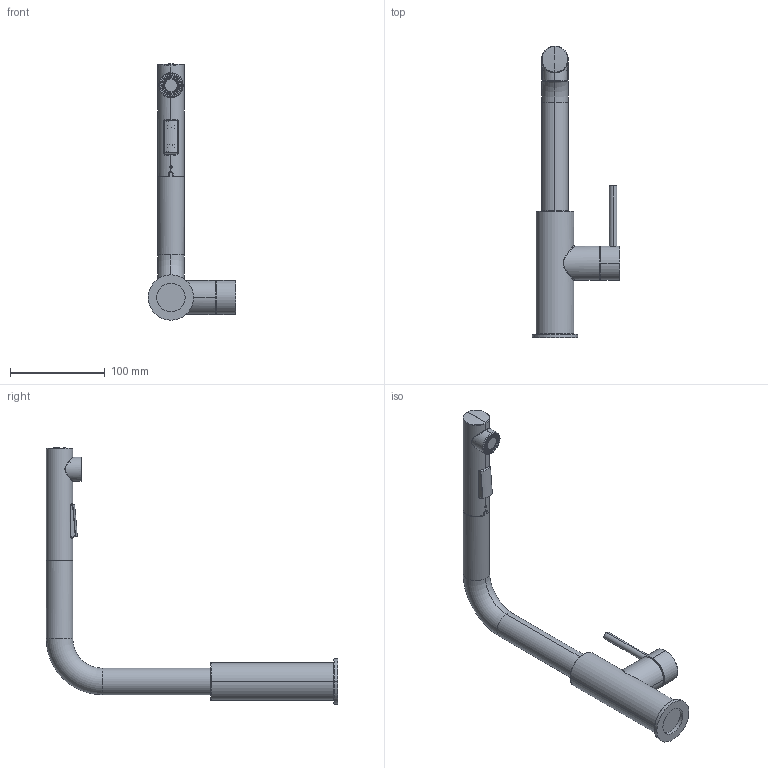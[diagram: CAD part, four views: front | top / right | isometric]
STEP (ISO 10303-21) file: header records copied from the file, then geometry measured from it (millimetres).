
FILE_DESCRIPTION(('STEP AP214'),'1');
FILE_NAME('V_Namor 4.STP','2026-01-07T10:28:08',(' '),(' '),'Spatial InterOp 3D',' ',' ');
FILE_SCHEMA(('AUTOMOTIVE_DESIGN { 1 0 10303 214 1 1 1 1 }'));
Length unit declared in the file: millimetre
Products named in the file (2): V_Namor 4; ASSEM1
Assembly tree (1 placements, depth 2):
  V_Namor 4
    ASSEM1
Bounding box: 92.51 x 308 x 271 mm (x, y, z)
Volume: 404133.1 mm3; surface area: 80082.4 mm2
Topology: 18 solids, 25 shells, 657 faces, 1799 edges, 1208 vertices
Faces by surface type: plane 243, cylinder 237, cone 80, torus 48, bspline 41, sphere 8
Full cylindrical faces by diameter (mm): 28 x1
Entity records: 27205 total; most frequent: CARTESIAN_POINT 11580, ORIENTED_EDGE 3536, DIRECTION 2728, EDGE_CURVE 1792, VERTEX_POINT 1208, AXIS2_PLACEMENT_3D 997, EDGE_LOOP 736, LINE 734
